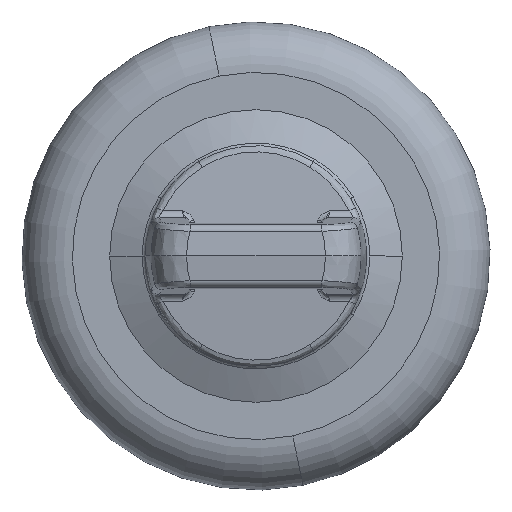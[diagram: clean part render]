
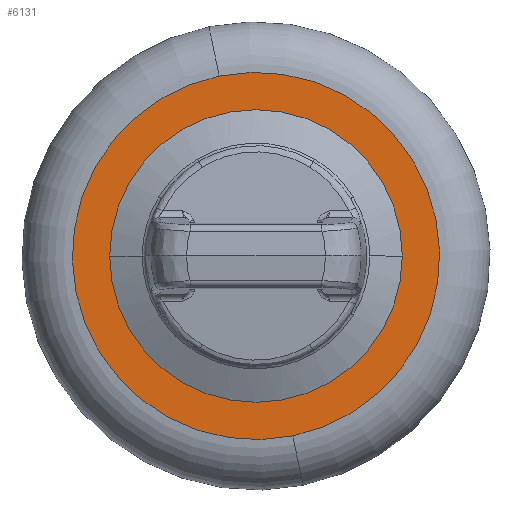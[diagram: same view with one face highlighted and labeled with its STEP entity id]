
A CAD part, front view. The second image highlights one B-rep face of the part: STEP entity #6131.
In plain terms, the highlighted face is planar.
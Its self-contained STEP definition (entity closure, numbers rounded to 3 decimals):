
#149 = DIRECTION ( 'NONE',  ( 0., 0., -1. ) ) ;
#302 = CIRCLE ( 'NONE', #1301, 9.1 ) ;
#734 = EDGE_CURVE ( 'NONE', #3754, #6331, #302, .T. ) ;
#1056 = VERTEX_POINT ( 'NONE', #2201 ) ;
#1251 = EDGE_LOOP ( 'NONE', ( #4945, #5525 ) ) ;
#1301 = AXIS2_PLACEMENT_3D ( 'NONE', #5686, #4978, #2343 ) ;
#1455 = AXIS2_PLACEMENT_3D ( 'NONE', #2170, #7458, #7686 ) ;
#2064 = EDGE_CURVE ( 'NONE', #1056, #2407, #6399, .T. ) ;
#2170 = CARTESIAN_POINT ( 'NONE',  ( 0., 0., 0. ) ) ;
#2201 = CARTESIAN_POINT ( 'NONE',  ( -4., 0., 0. ) ) ;
#2343 = DIRECTION ( 'NONE',  ( 1., 0., 0. ) ) ;
#2407 = VERTEX_POINT ( 'NONE', #6755 ) ;
#2461 = CARTESIAN_POINT ( 'NONE',  ( 0., 0., 0. ) ) ;
#2504 = DIRECTION ( 'NONE',  ( 1., 0., 0. ) ) ;
#2655 = EDGE_LOOP ( 'NONE', ( #4129, #5204 ) ) ;
#2798 = DIRECTION ( 'NONE',  ( 0., 0., 1. ) ) ;
#3354 = EDGE_CURVE ( 'NONE', #2407, #1056, #6309, .T. ) ;
#3374 = AXIS2_PLACEMENT_3D ( 'NONE', #6179, #8209, #5366 ) ;
#3754 = VERTEX_POINT ( 'NONE', #5096 ) ;
#4129 = ORIENTED_EDGE ( 'NONE', *, *, #3354, .T. ) ;
#4834 = DIRECTION ( 'NONE',  ( 1., 0., 0. ) ) ;
#4945 = ORIENTED_EDGE ( 'NONE', *, *, #6944, .T. ) ;
#4978 = DIRECTION ( 'NONE',  ( 0., 0., 1. ) ) ;
#5096 = CARTESIAN_POINT ( 'NONE',  ( -9.1, 0., 0. ) ) ;
#5204 = ORIENTED_EDGE ( 'NONE', *, *, #2064, .T. ) ;
#5350 = CIRCLE ( 'NONE', #1455, 9.1 ) ;
#5366 = DIRECTION ( 'NONE',  ( 1., 0., 0. ) ) ;
#5414 = FACE_OUTER_BOUND ( 'NONE', #1251, .T. ) ;
#5452 = AXIS2_PLACEMENT_3D ( 'NONE', #2461, #149, #2504 ) ;
#5505 = CARTESIAN_POINT ( 'NONE',  ( 0., 0., 0. ) ) ;
#5525 = ORIENTED_EDGE ( 'NONE', *, *, #734, .T. ) ;
#5686 = CARTESIAN_POINT ( 'NONE',  ( 0., 0., 0. ) ) ;
#5862 = FACE_BOUND ( 'NONE', #2655, .T. ) ;
#6131 = ADVANCED_FACE ( 'NONE', ( #5862, #5414 ), #6766, .T. ) ;
#6179 = CARTESIAN_POINT ( 'NONE',  ( 0., 0., 0. ) ) ;
#6308 = CARTESIAN_POINT ( 'NONE',  ( 9.1, 0., 0. ) ) ;
#6309 = CIRCLE ( 'NONE', #5452, 4. ) ;
#6331 = VERTEX_POINT ( 'NONE', #6308 ) ;
#6399 = CIRCLE ( 'NONE', #3374, 4. ) ;
#6755 = CARTESIAN_POINT ( 'NONE',  ( 4., 0., 0. ) ) ;
#6766 = PLANE ( 'NONE',  #8598 ) ;
#6944 = EDGE_CURVE ( 'NONE', #6331, #3754, #5350, .T. ) ;
#7458 = DIRECTION ( 'NONE',  ( 0., 0., 1. ) ) ;
#7686 = DIRECTION ( 'NONE',  ( 1., 0., 0. ) ) ;
#8209 = DIRECTION ( 'NONE',  ( 0., 0., -1. ) ) ;
#8598 = AXIS2_PLACEMENT_3D ( 'NONE', #5505, #2798, #4834 ) ;
